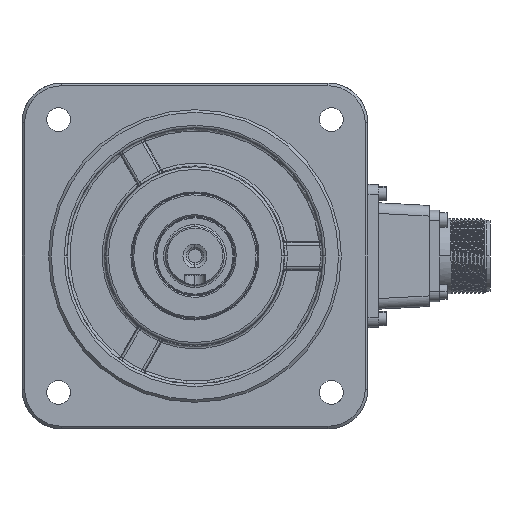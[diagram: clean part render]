
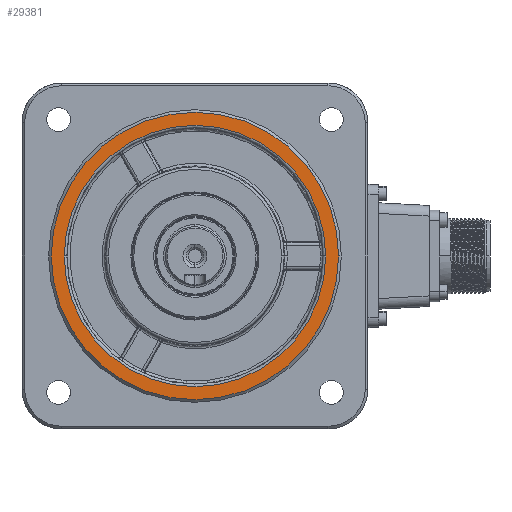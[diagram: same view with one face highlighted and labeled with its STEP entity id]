
A CAD part, left-side view. The second image highlights one B-rep face of the part: STEP entity #29381.
In plain terms, the highlighted planar face has unit normal (-1, 0, 0).
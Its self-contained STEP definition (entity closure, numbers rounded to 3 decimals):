
#1128 = PLANE ( 'NONE',  #18939 ) ;
#1272 = DIRECTION ( 'NONE',  ( 0., -1., 0. ) ) ;
#1368 = FACE_OUTER_BOUND ( 'NONE', #26195, .T. ) ;
#2318 = DIRECTION ( 'NONE',  ( 1., 0., 0. ) ) ;
#2410 = CARTESIAN_POINT ( 'NONE',  ( -76., -54., 0. ) ) ;
#8188 = CARTESIAN_POINT ( 'NONE',  ( -76., 54., 0. ) ) ;
#8637 = FACE_BOUND ( 'NONE', #18317, .T. ) ;
#9715 = EDGE_CURVE ( 'NONE', #16699, #34464, #35476, .T. ) ;
#9766 = DIRECTION ( 'NONE',  ( 1., 0., 0. ) ) ;
#11031 = AXIS2_PLACEMENT_3D ( 'NONE', #47504, #24766, #36538 ) ;
#13242 = CARTESIAN_POINT ( 'NONE',  ( -76., 0., 0. ) ) ;
#13757 = CARTESIAN_POINT ( 'NONE',  ( -76., 49.122, 0. ) ) ;
#16699 = VERTEX_POINT ( 'NONE', #13757 ) ;
#16836 = DIRECTION ( 'NONE',  ( -1., 0., 0. ) ) ;
#18102 = ORIENTED_EDGE ( 'NONE', *, *, #23636, .T. ) ;
#18317 = EDGE_LOOP ( 'NONE', ( #18102, #48198 ) ) ;
#18939 = AXIS2_PLACEMENT_3D ( 'NONE', #23850, #16836, #31620 ) ;
#22897 = CIRCLE ( 'NONE', #30916, 49.122 ) ;
#23636 = EDGE_CURVE ( 'NONE', #34464, #16699, #22897, .T. ) ;
#23850 = CARTESIAN_POINT ( 'NONE',  ( -76., 0., 0. ) ) ;
#24766 = DIRECTION ( 'NONE',  ( -1., 0., 0. ) ) ;
#25000 = DIRECTION ( 'NONE',  ( 0., -1., 0. ) ) ;
#26195 = EDGE_LOOP ( 'NONE', ( #32955, #44694 ) ) ;
#26928 = VERTEX_POINT ( 'NONE', #8188 ) ;
#28769 = CARTESIAN_POINT ( 'NONE',  ( -76., 0., 0. ) ) ;
#29261 = EDGE_CURVE ( 'NONE', #26928, #39491, #48477, .T. ) ;
#29381 = ADVANCED_FACE ( 'NONE', ( #1368, #8637 ), #1128, .T. ) ;
#30916 = AXIS2_PLACEMENT_3D ( 'NONE', #28769, #9766, #25000 ) ;
#31620 = DIRECTION ( 'NONE',  ( 0., -1., 0. ) ) ;
#32955 = ORIENTED_EDGE ( 'NONE', *, *, #29261, .T. ) ;
#34312 = CIRCLE ( 'NONE', #35863, 54. ) ;
#34464 = VERTEX_POINT ( 'NONE', #37219 ) ;
#35476 = CIRCLE ( 'NONE', #41852, 49.122 ) ;
#35863 = AXIS2_PLACEMENT_3D ( 'NONE', #13242, #47465, #1272 ) ;
#36538 = DIRECTION ( 'NONE',  ( 0., -1., 0. ) ) ;
#36811 = CARTESIAN_POINT ( 'NONE',  ( -76., 0., 0. ) ) ;
#37219 = CARTESIAN_POINT ( 'NONE',  ( -76., -49.122, 0. ) ) ;
#39491 = VERTEX_POINT ( 'NONE', #2410 ) ;
#40061 = DIRECTION ( 'NONE',  ( 0., -1., 0. ) ) ;
#41852 = AXIS2_PLACEMENT_3D ( 'NONE', #36811, #2318, #40061 ) ;
#44694 = ORIENTED_EDGE ( 'NONE', *, *, #47193, .T. ) ;
#47193 = EDGE_CURVE ( 'NONE', #39491, #26928, #34312, .T. ) ;
#47465 = DIRECTION ( 'NONE',  ( -1., 0., 0. ) ) ;
#47504 = CARTESIAN_POINT ( 'NONE',  ( -76., 0., 0. ) ) ;
#48198 = ORIENTED_EDGE ( 'NONE', *, *, #9715, .T. ) ;
#48477 = CIRCLE ( 'NONE', #11031, 54. ) ;
